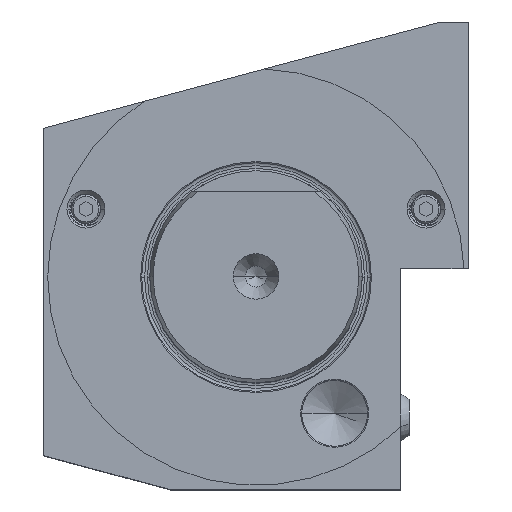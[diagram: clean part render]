
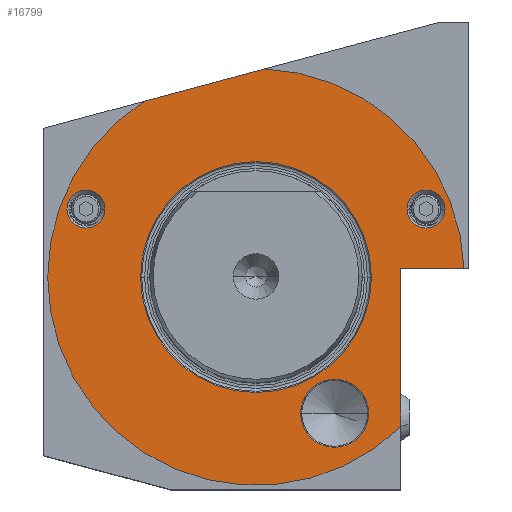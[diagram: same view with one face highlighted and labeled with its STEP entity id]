
A CAD part, top view. The second image highlights one B-rep face of the part: STEP entity #16799.
In plain terms, the highlighted planar face has unit normal (0, 0, 1).
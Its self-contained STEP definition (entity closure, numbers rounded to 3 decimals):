
#6738 = ORIENTED_EDGE ( 'NONE', *, *, #41556, .F. ) ;
#6743 = ORIENTED_EDGE ( 'NONE', *, *, #41464, .T. ) ;
#6752 = ORIENTED_EDGE ( 'NONE', *, *, #45018, .F. ) ;
#6757 = ORIENTED_EDGE ( 'NONE', *, *, #44995, .T. ) ;
#6763 = ORIENTED_EDGE ( 'NONE', *, *, #44772, .F. ) ;
#6784 = ORIENTED_EDGE ( 'NONE', *, *, #45063, .T. ) ;
#6787 = ORIENTED_EDGE ( 'NONE', *, *, #44855, .F. ) ;
#6791 = ORIENTED_EDGE ( 'NONE', *, *, #41486, .F. ) ;
#6792 = ORIENTED_EDGE ( 'NONE', *, *, #44803, .T. ) ;
#6798 = ORIENTED_EDGE ( 'NONE', *, *, #44768, .T. ) ;
#6802 = ORIENTED_EDGE ( 'NONE', *, *, #49832, .T. ) ;
#6815 = ORIENTED_EDGE ( 'NONE', *, *, #44786, .T. ) ;
#6834 = ORIENTED_EDGE ( 'NONE', *, *, #44783, .T. ) ;
#6846 = ORIENTED_EDGE ( 'NONE', *, *, #44155, .T. ) ;
#6862 = VERTEX_POINT ( 'NONE', #37768 ) ;
#6892 = VERTEX_POINT ( 'NONE', #37777 ) ;
#6957 = VERTEX_POINT ( 'NONE', #37829 ) ;
#6962 = VERTEX_POINT ( 'NONE', #37814 ) ;
#7539 = CIRCLE ( 'NONE', #28222, 4.475 ) ;
#8047 = CIRCLE ( 'NONE', #12252, 27.15 ) ;
#8099 = CIRCLE ( 'NONE', #12247, 8. ) ;
#8251 = CIRCLE ( 'NONE', #35191, 49. ) ;
#8791 = CARTESIAN_POINT ( 'NONE',  ( -40., 16., -78. ) ) ;
#8847 = DIRECTION ( 'NONE',  ( 1., 0., 0. ) ) ;
#8861 = DIRECTION ( 'NONE',  ( 0., 0., -1. ) ) ;
#10509 = DIRECTION ( 'NONE',  ( 1., 0., 0. ) ) ;
#10510 = CARTESIAN_POINT ( 'NONE',  ( 0., 2., -78. ) ) ;
#10555 = CARTESIAN_POINT ( 'NONE',  ( 0., 0., -78. ) ) ;
#10556 = DIRECTION ( 'NONE',  ( -1., 0., 0. ) ) ;
#10582 = DIRECTION ( 'NONE',  ( 0., 0., -1. ) ) ;
#10602 = DIRECTION ( 'NONE',  ( 0., 1., 0. ) ) ;
#10620 = CARTESIAN_POINT ( 'NONE',  ( 34., 27.15, -78. ) ) ;
#12247 = AXIS2_PLACEMENT_3D ( 'NONE', #38544, #38532, #38527 ) ;
#12252 = AXIS2_PLACEMENT_3D ( 'NONE', #38426, #38394, #38421 ) ;
#12417 = DIRECTION ( 'NONE',  ( 0., 0., -1. ) ) ;
#12419 = DIRECTION ( 'NONE',  ( 1., 0., 0. ) ) ;
#12429 = CARTESIAN_POINT ( 'NONE',  ( -40., 16., -78. ) ) ;
#12562 = DIRECTION ( 'NONE',  ( 0., 0., -1. ) ) ;
#12564 = DIRECTION ( 'NONE',  ( -1., 0., 0. ) ) ;
#12573 = CARTESIAN_POINT ( 'NONE',  ( 0., 0., -78. ) ) ;
#14054 = DIRECTION ( 'NONE',  ( 1., 0., 0. ) ) ;
#14057 = CARTESIAN_POINT ( 'NONE',  ( -5.312, 46.974, -78. ) ) ;
#14060 = DIRECTION ( 'NONE',  ( 0., 0., 1. ) ) ;
#14069 = DIRECTION ( 'NONE',  ( -0.966, -0.259, 0. ) ) ;
#14070 = CARTESIAN_POINT ( 'NONE',  ( 0., 0., -78. ) ) ;
#14072 = CARTESIAN_POINT ( 'NONE',  ( 18.5, -32.043, -78. ) ) ;
#14076 = DIRECTION ( 'NONE',  ( 0., 0., -1. ) ) ;
#14077 = CARTESIAN_POINT ( 'NONE',  ( 40., 16., -78. ) ) ;
#14085 = DIRECTION ( 'NONE',  ( 1., 0., 0. ) ) ;
#14089 = DIRECTION ( 'NONE',  ( 0., 0., -1. ) ) ;
#14092 = DIRECTION ( 'NONE',  ( -1., 0., 0. ) ) ;
#16799 = ADVANCED_FACE ( 'NONE', ( #60307, #60264, #60265, #60279, #60308 ), #63425, .T. ) ;
#18300 = CIRCLE ( 'NONE', #27443, 4.475 ) ;
#18545 = CIRCLE ( 'NONE', #28544, 49. ) ;
#18551 = CIRCLE ( 'NONE', #28571, 4.475 ) ;
#18554 = LINE ( 'NONE', #14057, #18591 ) ;
#18562 = CIRCLE ( 'NONE', #28537, 4.475 ) ;
#18565 = CIRCLE ( 'NONE', #28587, 27.15 ) ;
#18567 = CIRCLE ( 'NONE', #28540, 8. ) ;
#18591 = VECTOR ( 'NONE', #14069, 1000. ) ;
#18599 = CIRCLE ( 'NONE', #28600, 49. ) ;
#18642 = LINE ( 'NONE', #10510, #18643 ) ;
#18643 = VECTOR ( 'NONE', #10509, 1000. ) ;
#18667 = VECTOR ( 'NONE', #10602, 1000. ) ;
#18672 = LINE ( 'NONE', #10620, #18667 ) ;
#21592 = DIRECTION ( 'NONE',  ( 0., 0., -1. ) ) ;
#21605 = CARTESIAN_POINT ( 'NONE',  ( 40., 16., -78. ) ) ;
#21609 = DIRECTION ( 'NONE',  ( 1., 0., 0. ) ) ;
#27443 = AXIS2_PLACEMENT_3D ( 'NONE', #8791, #8861, #8847 ) ;
#28222 = AXIS2_PLACEMENT_3D ( 'NONE', #21605, #21592, #21609 ) ;
#28537 = AXIS2_PLACEMENT_3D ( 'NONE', #12429, #12417, #12419 ) ;
#28540 = AXIS2_PLACEMENT_3D ( 'NONE', #14072, #14060, #14054 ) ;
#28544 = AXIS2_PLACEMENT_3D ( 'NONE', #12573, #12562, #12564 ) ;
#28571 = AXIS2_PLACEMENT_3D ( 'NONE', #14077, #14089, #14085 ) ;
#28587 = AXIS2_PLACEMENT_3D ( 'NONE', #14070, #14076, #14092 ) ;
#28600 = AXIS2_PLACEMENT_3D ( 'NONE', #10555, #10582, #10556 ) ;
#35191 = AXIS2_PLACEMENT_3D ( 'NONE', #36628, #36627, #36629 ) ;
#36627 = DIRECTION ( 'NONE',  ( 0., 0., -1. ) ) ;
#36628 = CARTESIAN_POINT ( 'NONE',  ( 0., 0., -78. ) ) ;
#36629 = DIRECTION ( 'NONE',  ( -1., 0., 0. ) ) ;
#37768 = CARTESIAN_POINT ( 'NONE',  ( 48.959, 2., -78. ) ) ;
#37777 = CARTESIAN_POINT ( 'NONE',  ( -26.282, 41.355, -78. ) ) ;
#37814 = CARTESIAN_POINT ( 'NONE',  ( 34., 2., -78. ) ) ;
#37829 = CARTESIAN_POINT ( 'NONE',  ( 2.083, 48.956, -78. ) ) ;
#38394 = DIRECTION ( 'NONE',  ( 0., 0., -1. ) ) ;
#38421 = DIRECTION ( 'NONE',  ( -1., 0., 0. ) ) ;
#38426 = CARTESIAN_POINT ( 'NONE',  ( 0., 0., -78. ) ) ;
#38527 = DIRECTION ( 'NONE',  ( 1., 0., 0. ) ) ;
#38532 = DIRECTION ( 'NONE',  ( 0., 0., 1. ) ) ;
#38544 = CARTESIAN_POINT ( 'NONE',  ( 18.5, -32.043, -78. ) ) ;
#38926 = CARTESIAN_POINT ( 'NONE',  ( -27.15, 0., -78. ) ) ;
#38933 = CARTESIAN_POINT ( 'NONE',  ( 26.5, -32.043, -78. ) ) ;
#38940 = CARTESIAN_POINT ( 'NONE',  ( 27.15, 0., -78. ) ) ;
#38962 = CARTESIAN_POINT ( 'NONE',  ( 10.5, -32.043, -78. ) ) ;
#38980 = CARTESIAN_POINT ( 'NONE',  ( -49., 0., -78. ) ) ;
#39008 = CARTESIAN_POINT ( 'NONE',  ( 34., -35.285, -78. ) ) ;
#41261 = VERTEX_POINT ( 'NONE', #38940 ) ;
#41267 = VERTEX_POINT ( 'NONE', #38962 ) ;
#41275 = VERTEX_POINT ( 'NONE', #38926 ) ;
#41291 = VERTEX_POINT ( 'NONE', #38980 ) ;
#41293 = VERTEX_POINT ( 'NONE', #38933 ) ;
#41310 = VERTEX_POINT ( 'NONE', #39008 ) ;
#41464 = EDGE_CURVE ( 'NONE', #41261, #41275, #8047, .T. ) ;
#41486 = EDGE_CURVE ( 'NONE', #41267, #41293, #8099, .T. ) ;
#41556 = EDGE_CURVE ( 'NONE', #41310, #41291, #8251, .T. ) ;
#44155 = EDGE_CURVE ( 'NONE', #52417, #52549, #7539, .T. ) ;
#44768 = EDGE_CURVE ( 'NONE', #52549, #52417, #18551, .T. ) ;
#44772 = EDGE_CURVE ( 'NONE', #41293, #41267, #18567, .T. ) ;
#44783 = EDGE_CURVE ( 'NONE', #41275, #41261, #18565, .T. ) ;
#44786 = EDGE_CURVE ( 'NONE', #6957, #6892, #18554, .T. ) ;
#44803 = EDGE_CURVE ( 'NONE', #52193, #53325, #18562, .T. ) ;
#44855 = EDGE_CURVE ( 'NONE', #6957, #6862, #18545, .T. ) ;
#44995 = EDGE_CURVE ( 'NONE', #6962, #6862, #18642, .T. ) ;
#45018 = EDGE_CURVE ( 'NONE', #41291, #6892, #18599, .T. ) ;
#45063 = EDGE_CURVE ( 'NONE', #41310, #6962, #18672, .T. ) ;
#47482 = CARTESIAN_POINT ( 'NONE',  ( 35.525, 16., -78. ) ) ;
#47499 = CARTESIAN_POINT ( 'NONE',  ( -44.475, 16., -78. ) ) ;
#47642 = CARTESIAN_POINT ( 'NONE',  ( 44.475, 16., -78. ) ) ;
#47987 = CARTESIAN_POINT ( 'NONE',  ( -35.525, 16., -78. ) ) ;
#49832 = EDGE_CURVE ( 'NONE', #53325, #52193, #18300, .T. ) ;
#52193 = VERTEX_POINT ( 'NONE', #47499 ) ;
#52417 = VERTEX_POINT ( 'NONE', #47642 ) ;
#52549 = VERTEX_POINT ( 'NONE', #47482 ) ;
#53325 = VERTEX_POINT ( 'NONE', #47987 ) ;
#56425 = AXIS2_PLACEMENT_3D ( 'NONE', #63414, #63424, #63431 ) ;
#60264 = FACE_BOUND ( 'NONE', #62322, .T. ) ;
#60265 = FACE_BOUND ( 'NONE', #62331, .T. ) ;
#60279 = FACE_BOUND ( 'NONE', #62255, .T. ) ;
#60307 = FACE_BOUND ( 'NONE', #62304, .T. ) ;
#60308 = FACE_OUTER_BOUND ( 'NONE', #62310, .T. ) ;
#62255 = EDGE_LOOP ( 'NONE', ( #6743, #6834 ) ) ;
#62304 = EDGE_LOOP ( 'NONE', ( #6802, #6792 ) ) ;
#62310 = EDGE_LOOP ( 'NONE', ( #6787, #6815, #6752, #6738, #6784, #6757 ) ) ;
#62322 = EDGE_LOOP ( 'NONE', ( #6846, #6798 ) ) ;
#62331 = EDGE_LOOP ( 'NONE', ( #6763, #6791 ) ) ;
#63414 = CARTESIAN_POINT ( 'NONE',  ( 0., 27.15, -78. ) ) ;
#63424 = DIRECTION ( 'NONE',  ( 0., 0., 1. ) ) ;
#63425 = PLANE ( 'NONE',  #56425 ) ;
#63431 = DIRECTION ( 'NONE',  ( 1., 0., 0. ) ) ;
